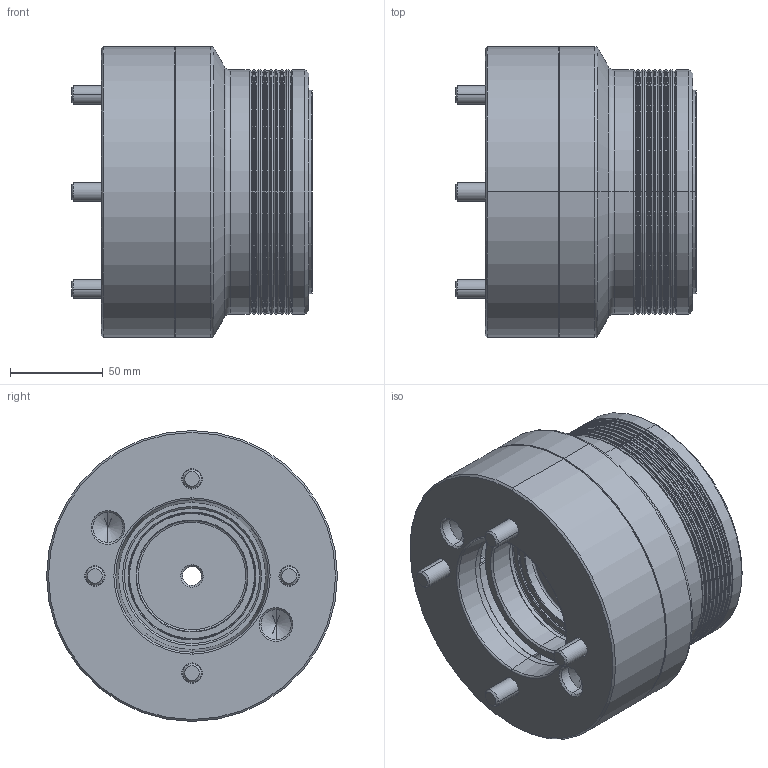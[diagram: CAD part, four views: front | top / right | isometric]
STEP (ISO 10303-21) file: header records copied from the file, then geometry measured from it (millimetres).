
FILE_DESCRIPTION (( 'STEP AP203' ), '1' );
FILE_NAME ('CF-CBD-65A5.STEP', '2020-10-29T08:07:05', ( '' ), ( '' ), 'SwSTEP 2.0', 'SolidWorks 2016', '' );
FILE_SCHEMA (( 'CONFIG_CONTROL_DESIGN' ));
Length unit declared in the file: millimetre
Products named in the file (8): 圓頭內六角螺栓_M10x25; CF-CBD-6517-04010; CF-CBD-6517-05010; CF-CBD-65A5; CF-CBD-6517-01030; CF-CBD-6517-02000; CF-CBD-6517-03010; CF-CBE-65A5-01010
Assembly tree (10 placements, depth 2):
  CF-CBD-65A5
    CF-CBD-6517-01030
    CF-CBD-6517-02000
    CF-CBD-6517-03010
    CF-CBE-65A5-01010
    圓頭內六角螺栓_M10x25  x4
    CF-CBD-6517-04010
    CF-CBD-6517-05010
Bounding box: 130 x 157 x 157 mm (x, y, z)
Volume: 1308837 mm3; surface area: 274642.1 mm2
Topology: 10 solids, 10 shells, 418 faces, 910 edges, 522 vertices
Faces by surface type: cone 136, cylinder 122, plane 100, torus 60
Entity records: 10220 total; most frequent: DIRECTION 1860, CARTESIAN_POINT 1571, ORIENTED_EDGE 1456, AXIS2_PLACEMENT_3D 792, EDGE_CURVE 728, CIRCLE 436, VERTEX_POINT 423, EDGE_LOOP 387
